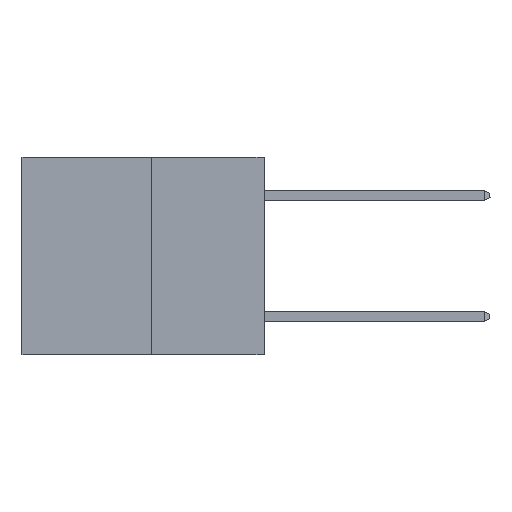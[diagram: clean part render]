
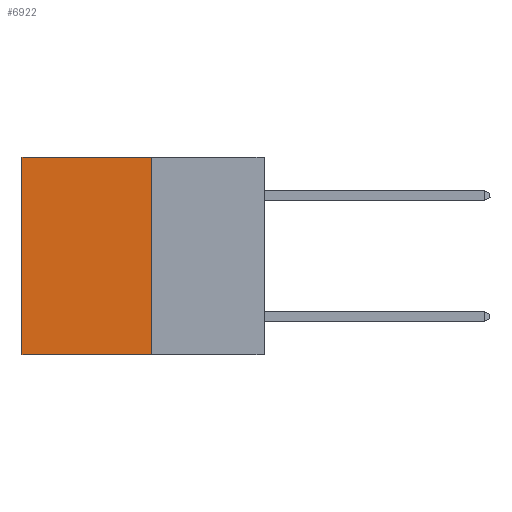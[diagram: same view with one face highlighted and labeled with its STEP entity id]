
A CAD part, left-side view. The second image highlights one B-rep face of the part: STEP entity #6922.
In plain terms, the highlighted planar face has unit normal (-1, 0, 0).
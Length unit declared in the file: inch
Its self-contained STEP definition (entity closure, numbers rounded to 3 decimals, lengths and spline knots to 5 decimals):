
#573 = ORIENTED_EDGE ( 'NONE', *, *, #24920, .F. ) ;
#2067 = VECTOR ( 'NONE', #24856, 39.37008 ) ;
#2453 = CARTESIAN_POINT ( 'NONE',  ( 0.3165, 0.6, -0.49 ) ) ;
#2508 = CARTESIAN_POINT ( 'NONE',  ( 0.3165, 0.6, 0. ) ) ;
#2615 = DIRECTION ( 'NONE',  ( 0., 0., -1. ) ) ;
#2969 = VECTOR ( 'NONE', #23210, 39.37008 ) ;
#4070 = EDGE_CURVE ( 'NONE', #22562, #6056, #27548, .T. ) ;
#5567 = CARTESIAN_POINT ( 'NONE',  ( 0.3165, 0.6, -0.49 ) ) ;
#6056 = VERTEX_POINT ( 'NONE', #2453 ) ;
#6861 = EDGE_CURVE ( 'NONE', #26929, #29297, #7449, .T. ) ;
#6922 = ADVANCED_FACE ( 'NONE', ( #30058 ), #13934, .F. ) ;
#7449 = LINE ( 'NONE', #20576, #2969 ) ;
#7662 = DIRECTION ( 'NONE',  ( 0., 0., -1. ) ) ;
#8597 = LINE ( 'NONE', #5567, #21348 ) ;
#11284 = ORIENTED_EDGE ( 'NONE', *, *, #11903, .T. ) ;
#11903 = EDGE_CURVE ( 'NONE', #29297, #6056, #8597, .T. ) ;
#12235 = LINE ( 'NONE', #15249, #2067 ) ;
#12441 = ORIENTED_EDGE ( 'NONE', *, *, #6861, .T. ) ;
#13934 = PLANE ( 'NONE',  #30748 ) ;
#15249 = CARTESIAN_POINT ( 'NONE',  ( 0.3165, 0.28, -0.49 ) ) ;
#18700 = EDGE_LOOP ( 'NONE', ( #11284, #23774, #573, #12441 ) ) ;
#20576 = CARTESIAN_POINT ( 'NONE',  ( 0.3165, 0.28, 0. ) ) ;
#21111 = VECTOR ( 'NONE', #26701, 39.37008 ) ;
#21180 = CARTESIAN_POINT ( 'NONE',  ( 0.3165, 0.28, -0.49 ) ) ;
#21348 = VECTOR ( 'NONE', #7662, 39.37008 ) ;
#21518 = CARTESIAN_POINT ( 'NONE',  ( 0.3165, 0.28, -0.49 ) ) ;
#22562 = VERTEX_POINT ( 'NONE', #21518 ) ;
#23210 = DIRECTION ( 'NONE',  ( 0., 1., 0. ) ) ;
#23319 = DIRECTION ( 'NONE',  ( 1., 0., 0. ) ) ;
#23774 = ORIENTED_EDGE ( 'NONE', *, *, #4070, .F. ) ;
#24500 = CARTESIAN_POINT ( 'NONE',  ( 0.3165, 0.28, -0.49 ) ) ;
#24856 = DIRECTION ( 'NONE',  ( 0., 0., -1. ) ) ;
#24920 = EDGE_CURVE ( 'NONE', #26929, #22562, #12235, .T. ) ;
#26701 = DIRECTION ( 'NONE',  ( 0., 1., 0. ) ) ;
#26929 = VERTEX_POINT ( 'NONE', #27718 ) ;
#27548 = LINE ( 'NONE', #24500, #21111 ) ;
#27718 = CARTESIAN_POINT ( 'NONE',  ( 0.3165, 0.28, 0. ) ) ;
#29297 = VERTEX_POINT ( 'NONE', #2508 ) ;
#30058 = FACE_OUTER_BOUND ( 'NONE', #18700, .T. ) ;
#30748 = AXIS2_PLACEMENT_3D ( 'NONE', #21180, #23319, #2615 ) ;
